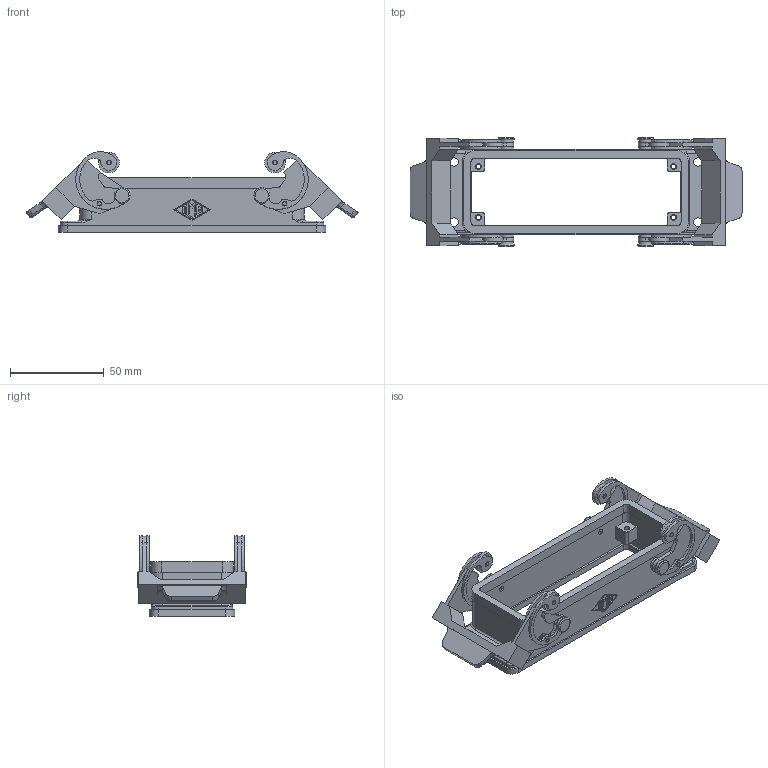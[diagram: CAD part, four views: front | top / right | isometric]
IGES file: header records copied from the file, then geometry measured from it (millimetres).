
Start section: Elysium IGES Interface
Global section: file name: CHIR 24.igs; native system: Creo Elements/Direct Modeling 17.0D  15-Jul-2011; preprocessor: Creo Element/Direct IGES_3D V2.2; author: Unknown; organization: Unknown; date: 20120309.155716; units: millimetre
Bounding box: 176.99 x 58 x 42.94 mm (x, y, z)
Volume: 58379.3 mm3; surface area: 40468.7 mm2
Topology: 1 solids, 5 shells, 609 faces, 1583 edges, 1026 vertices
Faces by surface type: bspline 609
